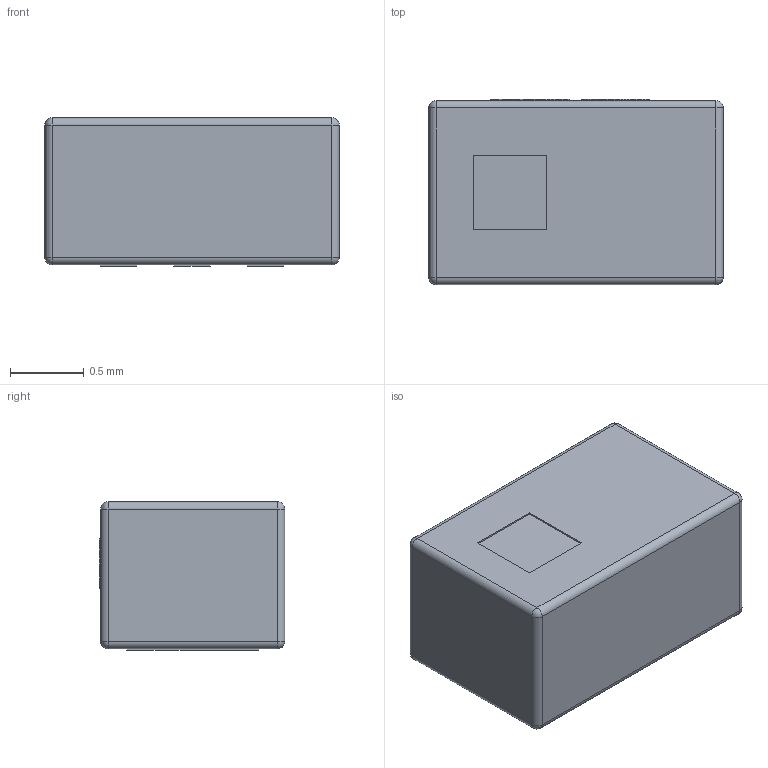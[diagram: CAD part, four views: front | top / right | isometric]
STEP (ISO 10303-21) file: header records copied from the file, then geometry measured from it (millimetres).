
FILE_DESCRIPTION (( 'STEP AP214' ), '1' );
FILE_NAME ('FILTER-SMD_5P-L2.0-W1.3-H1.0-L.step', '2022-06-24T03:21:19', ( '' ), ( '' ), 'SwSTEP 2.0', 'SolidWorks 2020', '' );
FILE_SCHEMA (( 'AUTOMOTIVE_DESIGN' ));
Length unit declared in the file: millimetre
Products named in the file (1): FILTER-SMD_5P-L2.0-W1.3-H1.0-L
Bounding box: 2 x 1.26 x 1.01 mm (x, y, z)
Volume: 2.5 mm3; surface area: 11.3 mm2
Topology: 1 solids, 1 shells, 339 faces, 899 edges, 586 vertices
Faces by surface type: plane 207, bspline 112, cylinder 12, sphere 8
Entity records: 15292 total; most frequent: CARTESIAN_POINT 3921, ORIENTED_EDGE 1782, DIRECTION 1143, EDGE_CURVE 891, LINE 639, VECTOR 639, VERTEX_POINT 586, EDGE_LOOP 371
